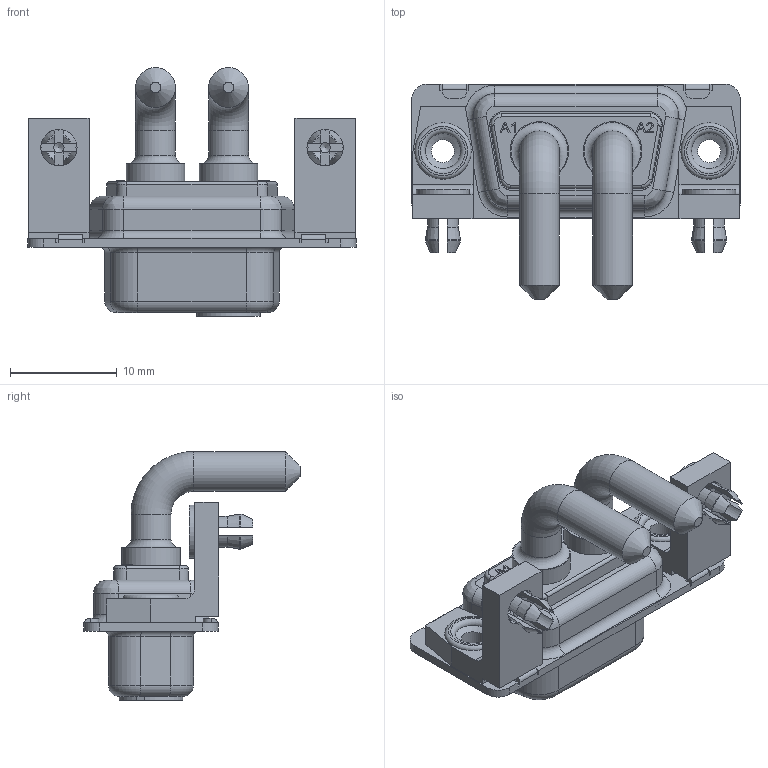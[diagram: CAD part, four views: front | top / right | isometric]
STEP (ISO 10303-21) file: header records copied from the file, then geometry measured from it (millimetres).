
FILE_DESCRIPTION(/* description */ (''),/* implementation_level */ '2;1');
FILE_NAME(/* name */ '13K1A4938.stp',/* time_stamp */ '2015-04-07T13:45:04+02:00',/* author */ ('kathrinhenneboel'),/* organization */ (''),/* preprocessor_version */ 'ST-DEVELOPER v15.6',/* originating_system */ 'Autodesk Inventor 2015',/* authorisation */ '');
FILE_SCHEMA (('AUTOMOTIVE_DESIGN { 1 0 10303 214 3 1 1 }'));
Length unit declared in the file: centimetre
Products named in the file (1): 13K1A4938
Bounding box: 30.88 x 20.3 x 23.38 mm (x, y, z)
Volume: 2409.3 mm3; surface area: 4190.7 mm2
Topology: 1 solids, 57 shells, 1393 faces, 3681 edges, 2328 vertices
Faces by surface type: plane 888, cylinder 236, cone 131, bspline 80, torus 58
Full cylindrical faces by diameter (mm): 2.156 x2, 2.18 x1, 2.2 x1, 2.22 x1, 2.48 x1, 2.5 x1, 2.52 x1, 3.2 x2, 3.4 x2, 3.6 x1, 3.75 x4, 3.81 x1, 3.9 x2, 4 x2, 4.3 x2, 4.7 x1, 4.8 x2, 4.81 x1, 5 x2, 5.27 x2, 5.5 x2
Entity records: 44703 total; most frequent: CARTESIAN_POINT 9864, ORIENTED_EDGE 7148, DIRECTION 6758, EDGE_CURVE 3574, AXIS2_PLACEMENT_3D 2367, VERTEX_POINT 2301, LINE 2024, VECTOR 2024
